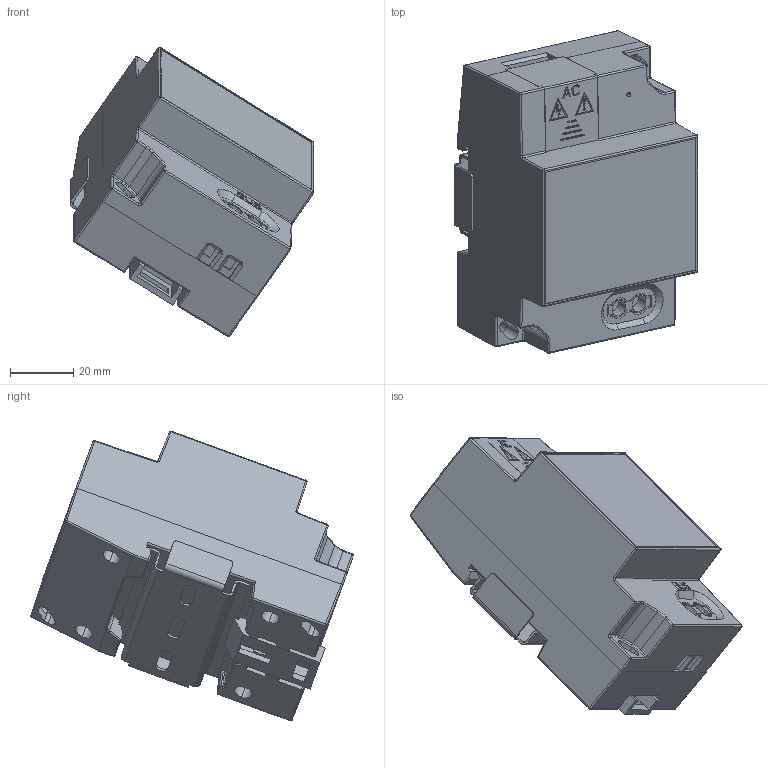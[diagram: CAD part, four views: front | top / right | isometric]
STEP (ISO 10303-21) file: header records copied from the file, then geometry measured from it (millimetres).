
FILE_DESCRIPTION(('CATIA V5 STEP Exchange'),'2;1');
FILE_NAME('VI2F-ALI600mA.stp','2024-04-11T06:53:59+00:00',('none'),('none'),'CATIA Version 5-6 Release 2016 SP6','CATIA V5 STEP AP203','none');
FILE_SCHEMA(('CONFIG_CONTROL_DESIGN'));
Length unit declared in the file: millimetre
Products named in the file (1): VI2F-ALI600mA
Assembly tree (2 placements, depth 2):
  VI2F-ALI600mA
    #57
    #46207
Bounding box: 77.32 x 102.31 x 91.87 mm (x, y, z)
Volume: 85246.3 mm3; surface area: 80801.9 mm2
Topology: 8 solids, 8 shells, 1378 faces, 3766 edges, 2437 vertices
Faces by surface type: plane 1022, cylinder 206, cone 74, sphere 22, bspline 20, extrusion 18, torus 16
Entity records: 46200 total; most frequent: CARTESIAN_POINT 12194, ORIENTED_EDGE 7484, DIRECTION 6064, EDGE_CURVE 3742, VECTOR 2996, LINE 2978, VERTEX_POINT 2433, AXIS2_PLACEMENT_3D 1724
